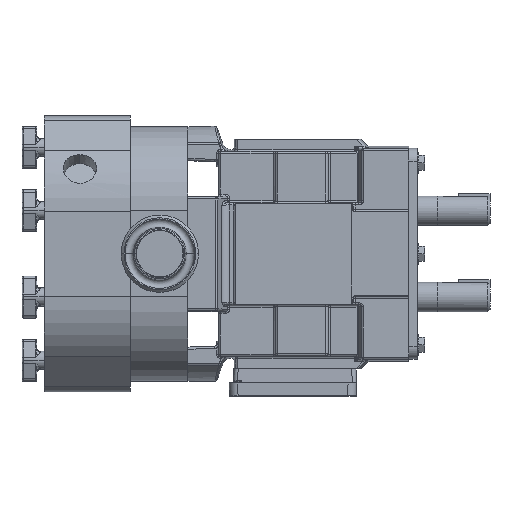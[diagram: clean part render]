
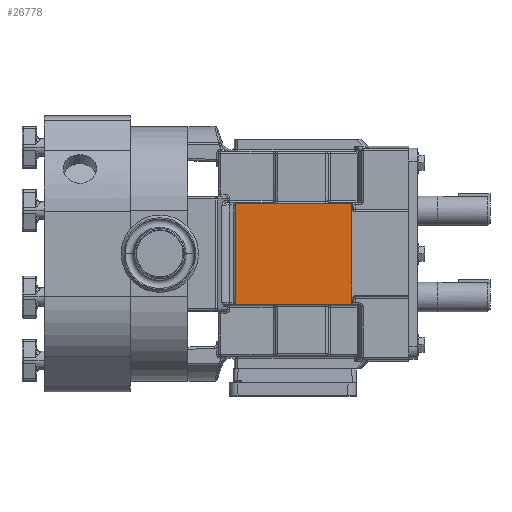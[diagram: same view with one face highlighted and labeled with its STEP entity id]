
A CAD part, top view. The second image highlights one B-rep face of the part: STEP entity #26778.
In plain terms, the highlighted planar face has unit normal (0, 0, 1).
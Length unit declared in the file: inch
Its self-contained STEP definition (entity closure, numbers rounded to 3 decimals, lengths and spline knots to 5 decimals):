
#125 = VERTEX_POINT ( 'NONE', #37369 ) ;
#1017 = VECTOR ( 'NONE', #15595, 39.37008 ) ;
#1109 = CARTESIAN_POINT ( 'NONE',  ( 4.86261, -2.7822, 2.125 ) ) ;
#1114 = CARTESIAN_POINT ( 'NONE',  ( 1.41063, -2.72565, 2.125 ) ) ;
#1762 = ORIENTED_EDGE ( 'NONE', *, *, #32046, .F. ) ;
#2322 = CARTESIAN_POINT ( 'NONE',  ( 1.43546, 0.22312, 2.125 ) ) ;
#2819 = CARTESIAN_POINT ( 'NONE',  ( 4.8394, 0.22312, 2.125 ) ) ;
#3217 = AXIS2_PLACEMENT_3D ( 'NONE', #5309, #23624, #14380 ) ;
#3351 = EDGE_CURVE ( 'NONE', #16380, #22108, #14011, .T. ) ;
#4061 = CARTESIAN_POINT ( 'NONE',  ( 1.4706, -2.78562, 2.125 ) ) ;
#4547 = CARTESIAN_POINT ( 'NONE',  ( 4.8725, 0.21316, 2.125 ) ) ;
#5309 = CARTESIAN_POINT ( 'NONE',  ( 1.25, 2.50839, 2.125 ) ) ;
#5853 = CARTESIAN_POINT ( 'NONE',  ( 1.41063, 0.16315, 2.125 ) ) ;
#6064 = ORIENTED_EDGE ( 'NONE', *, *, #3351, .F. ) ;
#6069 = ORIENTED_EDGE ( 'NONE', *, *, #13834, .T. ) ;
#7361 = VECTOR ( 'NONE', #31633, 39.37008 ) ;
#7562 = CARTESIAN_POINT ( 'NONE',  ( 1.41063, 0.21875, 2.125 ) ) ;
#7669 = EDGE_CURVE ( 'NONE', #38238, #125, #10195, .T. ) ;
#8836 = VECTOR ( 'NONE', #32921, 39.37008 ) ;
#9211 = VERTEX_POINT ( 'NONE', #12687 ) ;
#9918 = VERTEX_POINT ( 'NONE', #26393 ) ;
#10195 = LINE ( 'NONE', #22242, #38620 ) ;
#10500 = LINE ( 'NONE', #7562, #7361 ) ;
#11793 = ORIENTED_EDGE ( 'NONE', *, *, #35215, .F. ) ;
#12369 = ORIENTED_EDGE ( 'NONE', *, *, #23021, .F. ) ;
#12687 = CARTESIAN_POINT ( 'NONE',  ( 1.41063, -2.72565, 2.125 ) ) ;
#13834 = EDGE_CURVE ( 'NONE', #15594, #22108, #16014, .T. ) ;
#14011 =( BOUNDED_CURVE ( )  B_SPLINE_CURVE ( 3, ( #5853, #29333, #2322, #14336 ),
 .UNSPECIFIED., .F., .F. ) 
 B_SPLINE_CURVE_WITH_KNOTS ( ( 4, 4 ),
 ( 5.4984, 7.06797 ),
 .UNSPECIFIED. ) 
 CURVE ( )  GEOMETRIC_REPRESENTATION_ITEM ( )  RATIONAL_B_SPLINE_CURVE ( ( 1., 0.805, 0.805, 1. ) ) 
 REPRESENTATION_ITEM ( '' )  );
#14336 = CARTESIAN_POINT ( 'NONE',  ( 1.4706, 0.22312, 2.125 ) ) ;
#14380 = DIRECTION ( 'NONE',  ( 1., 0., 0. ) ) ;
#15402 = CARTESIAN_POINT ( 'NONE',  ( 4.8725, 2.50839, 2.125 ) ) ;
#15594 = VERTEX_POINT ( 'NONE', #2819 ) ;
#15595 = DIRECTION ( 'NONE',  ( 0., -1., 0. ) ) ;
#16014 = LINE ( 'NONE', #27833, #8836 ) ;
#16084 = CARTESIAN_POINT ( 'NONE',  ( 4.8725, -2.77566, 2.125 ) ) ;
#16091 = CARTESIAN_POINT ( 'NONE',  ( 1.43546, -2.78562, 2.125 ) ) ;
#16380 = VERTEX_POINT ( 'NONE', #31489 ) ;
#19534 = CARTESIAN_POINT ( 'NONE',  ( 4.85126, 0.22312, 2.125 ) ) ;
#19834 = CARTESIAN_POINT ( 'NONE',  ( 4.8394, -2.78562, 2.125 ) ) ;
#21451 = ORIENTED_EDGE ( 'NONE', *, *, #38693, .T. ) ;
#22108 = VERTEX_POINT ( 'NONE', #22327 ) ;
#22242 = CARTESIAN_POINT ( 'NONE',  ( 1.415, -2.78562, 2.125 ) ) ;
#22327 = CARTESIAN_POINT ( 'NONE',  ( 1.4706, 0.22312, 2.125 ) ) ;
#22663 = CARTESIAN_POINT ( 'NONE',  ( 4.8394, 0.22312, 2.125 ) ) ;
#23021 = EDGE_CURVE ( 'NONE', #38238, #9211, #36426, .T. ) ;
#23624 = DIRECTION ( 'NONE',  ( 0., 0., 1. ) ) ;
#23814 = FACE_OUTER_BOUND ( 'NONE', #38852, .T. ) ;
#24829 = LINE ( 'NONE', #15402, #1017 ) ;
#24996 = ORIENTED_EDGE ( 'NONE', *, *, #26395, .F. ) ;
#25069 = ORIENTED_EDGE ( 'NONE', *, *, #7669, .T. ) ;
#25139 = CARTESIAN_POINT ( 'NONE',  ( 4.85126, -2.78562, 2.125 ) ) ;
#25788 = DIRECTION ( 'NONE',  ( 1., 0., 0. ) ) ;
#25817 =( BOUNDED_CURVE ( )  B_SPLINE_CURVE ( 3, ( #22663, #19534, #31560, #4547 ),
 .UNSPECIFIED., .F., .F. ) 
 B_SPLINE_CURVE_WITH_KNOTS ( ( 4, 4 ),
 ( 5.4984, 6.08256 ),
 .UNSPECIFIED. ) 
 CURVE ( )  GEOMETRIC_REPRESENTATION_ITEM ( )  RATIONAL_B_SPLINE_CURVE ( ( 1., 0.972, 0.972, 1. ) ) 
 REPRESENTATION_ITEM ( '' )  );
#26393 = CARTESIAN_POINT ( 'NONE',  ( 4.8725, -2.77566, 2.125 ) ) ;
#26395 = EDGE_CURVE ( 'NONE', #15594, #26499, #25817, .T. ) ;
#26499 = VERTEX_POINT ( 'NONE', #32532 ) ;
#26625 =( BOUNDED_CURVE ( )  B_SPLINE_CURVE ( 3, ( #16084, #1109, #25139, #19834 ),
 .UNSPECIFIED., .F., .F. ) 
 B_SPLINE_CURVE_WITH_KNOTS ( ( 4, 4 ),
 ( 0.20062, 0.78479 ),
 .UNSPECIFIED. ) 
 CURVE ( )  GEOMETRIC_REPRESENTATION_ITEM ( )  RATIONAL_B_SPLINE_CURVE ( ( 1., 0.972, 0.972, 1. ) ) 
 REPRESENTATION_ITEM ( '' )  );
#26778 = ADVANCED_FACE ( 'NONE', ( #23814 ), #38236, .T. ) ;
#27833 = CARTESIAN_POINT ( 'NONE',  ( 1.415, 0.22312, 2.125 ) ) ;
#28107 = CARTESIAN_POINT ( 'NONE',  ( 1.41063, -2.76079, 2.125 ) ) ;
#29333 = CARTESIAN_POINT ( 'NONE',  ( 1.41063, 0.19829, 2.125 ) ) ;
#31489 = CARTESIAN_POINT ( 'NONE',  ( 1.41063, 0.16315, 2.125 ) ) ;
#31560 = CARTESIAN_POINT ( 'NONE',  ( 4.86261, 0.2197, 2.125 ) ) ;
#31633 = DIRECTION ( 'NONE',  ( 0., -1., 0. ) ) ;
#32046 = EDGE_CURVE ( 'NONE', #9918, #125, #26625, .T. ) ;
#32532 = CARTESIAN_POINT ( 'NONE',  ( 4.8725, 0.21316, 2.125 ) ) ;
#32921 = DIRECTION ( 'NONE',  ( -1., 0., 0. ) ) ;
#35215 = EDGE_CURVE ( 'NONE', #26499, #9918, #24829, .T. ) ;
#36426 =( BOUNDED_CURVE ( )  B_SPLINE_CURVE ( 3, ( #4061, #16091, #28107, #1114 ),
 .UNSPECIFIED., .F., .T. ) 
 B_SPLINE_CURVE_WITH_KNOTS ( ( 4, 4 ),
 ( 5.4984, 7.06797 ),
 .UNSPECIFIED. ) 
 CURVE ( )  GEOMETRIC_REPRESENTATION_ITEM ( )  RATIONAL_B_SPLINE_CURVE ( ( 1., 0.805, 0.805, 1. ) ) 
 REPRESENTATION_ITEM ( '' )  );
#37369 = CARTESIAN_POINT ( 'NONE',  ( 4.8394, -2.78562, 2.125 ) ) ;
#37886 = CARTESIAN_POINT ( 'NONE',  ( 1.4706, -2.78562, 2.125 ) ) ;
#38236 = PLANE ( 'NONE',  #3217 ) ;
#38238 = VERTEX_POINT ( 'NONE', #37886 ) ;
#38620 = VECTOR ( 'NONE', #25788, 39.37008 ) ;
#38693 = EDGE_CURVE ( 'NONE', #16380, #9211, #10500, .T. ) ;
#38852 = EDGE_LOOP ( 'NONE', ( #11793, #24996, #6069, #6064, #21451, #12369, #25069, #1762 ) ) ;
